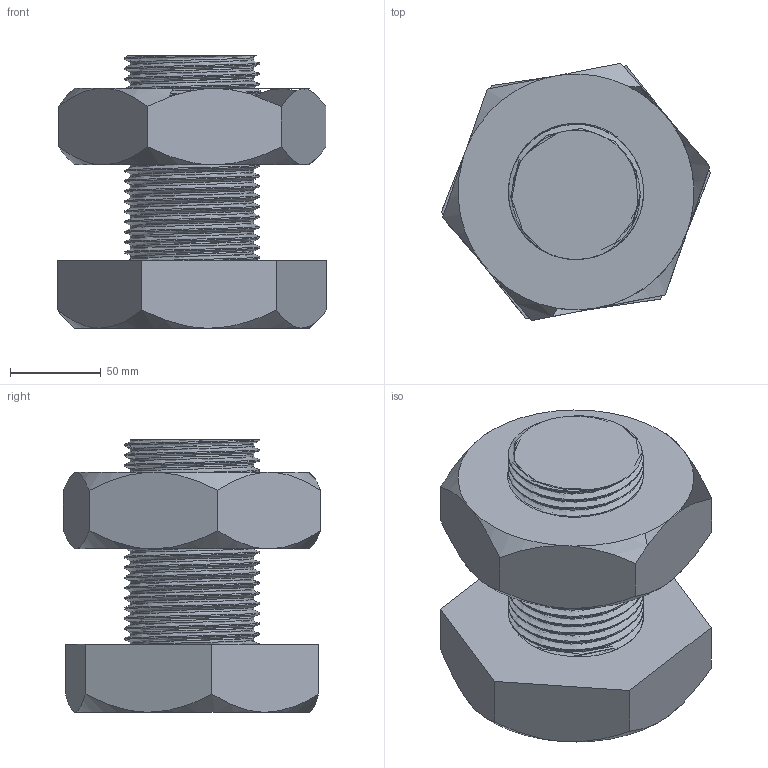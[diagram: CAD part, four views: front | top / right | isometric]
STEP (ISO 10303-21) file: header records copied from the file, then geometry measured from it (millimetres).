
FILE_DESCRIPTION(('FreeCAD Model'),'2;1');
FILE_NAME('Open CASCADE Shape Model','2025-05-01T10:25:25',('FreeCAD'),( 'FreeCAD'),'Open CASCADE STEP processor 7.6','FreeCAD','Unknown');
FILE_SCHEMA(('AUTOMOTIVE_DESIGN { 1 0 10303 214 1 1 1 1 }'));
Length unit declared in the file: millimetre
Products named in the file (1): Open CASCADE STEP translator 7.6 1
Bounding box: 148.43 x 141.75 x 150.13 mm (x, y, z)
Volume: 1402826.9 mm3; surface area: 139636.8 mm2
Topology: 2 solids, 2 shells, 95 faces, 258 edges, 168 vertices
Faces by surface type: bspline 95
Entity records: 12754 total; most frequent: CARTESIAN_POINT 11279, ORIENTED_EDGE 516, EDGE_CURVE 258, B_SPLINE_CURVE_WITH_KNOTS 202, VERTEX_POINT 168, FACE_BOUND 98, EDGE_LOOP 98, ADVANCED_FACE 95
